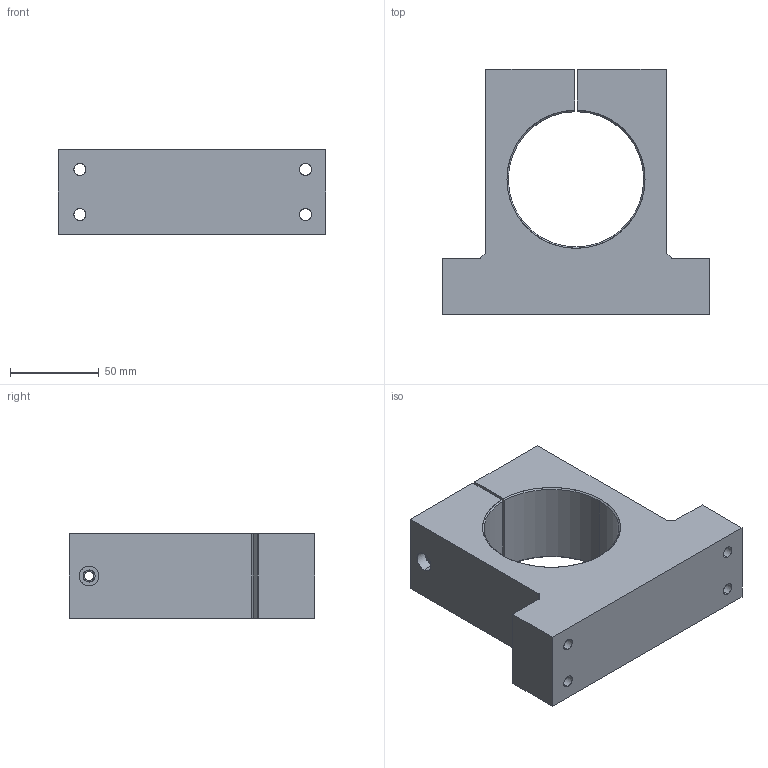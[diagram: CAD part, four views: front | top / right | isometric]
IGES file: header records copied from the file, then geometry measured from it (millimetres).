
Start section: SolidWorks IGES file using analytic representation for surfaces
Global section: file name: semi-oav3000.IGS; native system: SolidWorks 2009; preprocessor: SolidWorks 2009; author: Mena; date: 130911.153643; units: inch
Bounding box: 150.81 x 138.11 x 47.62 mm (x, y, z)
Surface area: 67247 mm2 (no closed solid volume)
Topology: 0 solids, 0 shells, 55 faces, 1070 edges, 1070 vertices
Faces by surface type: revolution 35, bspline 20
